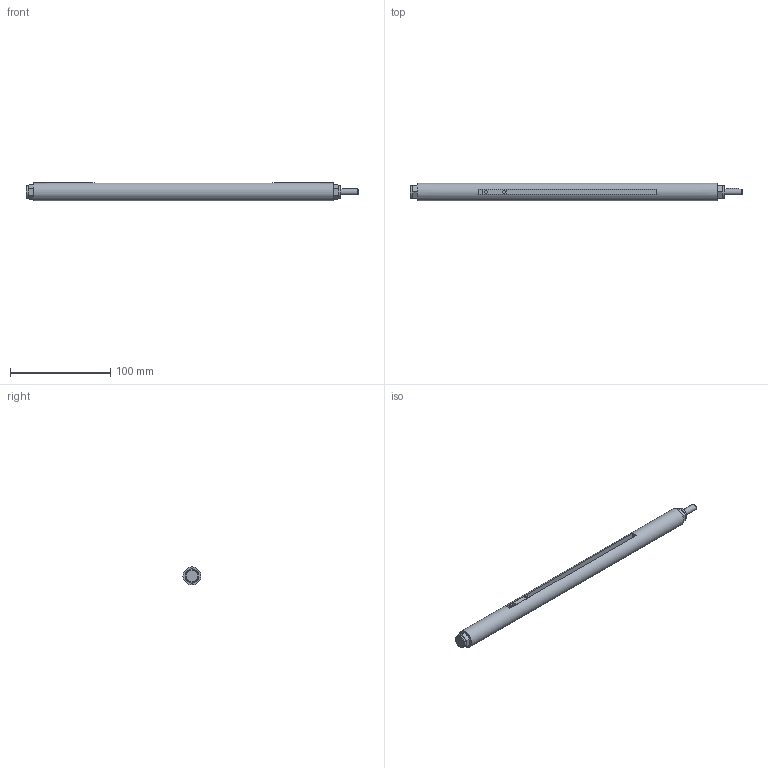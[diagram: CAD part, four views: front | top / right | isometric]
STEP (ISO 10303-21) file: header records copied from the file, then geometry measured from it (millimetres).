
FILE_DESCRIPTION( ( 'STEP AP214' ), '1' );
FILE_NAME( 'K0495.180101X300_145.stp', '2020-12-08T10:35:16', ( '' ), ( '' ), ' ', 'PARTsolutions', ' ' );
FILE_SCHEMA( ( 'AUTOMOTIVE_DESIGN { 1 0 10303 214 1 1 1 1 }' ) );
Length unit declared in the file: millimetre
Products named in the file (1): _K0495.180101X300_145
Bounding box: 332 x 18 x 18 mm (x, y, z)
Volume: 71930.2 mm3; surface area: 21376.3 mm2
Topology: 1 solids, 1 shells, 80 faces, 183 edges, 112 vertices
Faces by surface type: plane 31, cone 25, cylinder 20, torus 4
Full cylindrical faces by diameter (mm): 3 x2, 6 x1, 12.6 x2, 18 x1
Entity records: 2920 total; most frequent: CARTESIAN_POINT 557, DIRECTION 350, ORIENTED_EDGE 342, EDGE_CURVE 171, AXIS2_PLACEMENT_3D 148, VERTEX_POINT 111, EDGE_LOOP 98, FACE_OUTER_BOUND 90
